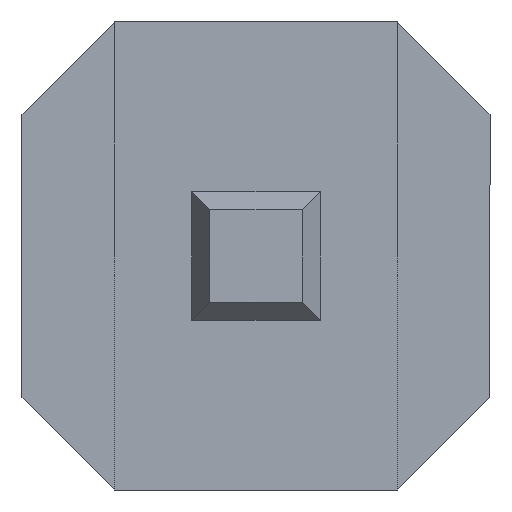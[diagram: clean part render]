
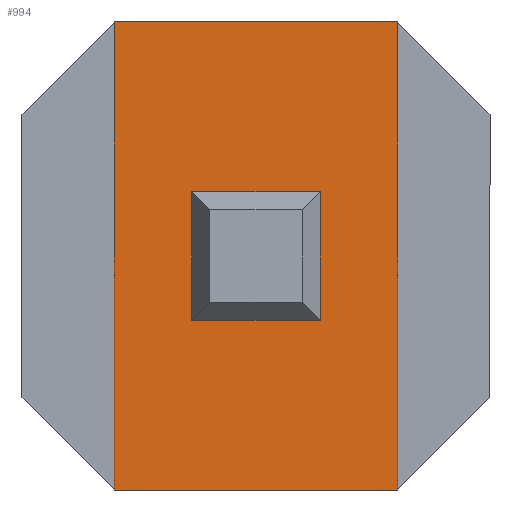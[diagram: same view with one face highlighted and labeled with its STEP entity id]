
A CAD part, front view. The second image highlights one B-rep face of the part: STEP entity #994.
In plain terms, the highlighted planar face has unit normal (0, -1, 0).
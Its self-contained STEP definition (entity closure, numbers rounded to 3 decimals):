
#71 = LINE ( 'NONE', #917, #109 ) ;
#101 = EDGE_CURVE ( 'NONE', #373, #736, #183, .T. ) ;
#109 = VECTOR ( 'NONE', #1252, 1000. ) ;
#149 = LINE ( 'NONE', #585, #1268 ) ;
#179 = CARTESIAN_POINT ( 'NONE',  ( -0.35, 0.54, -0.35 ) ) ;
#183 = LINE ( 'NONE', #600, #603 ) ;
#188 = CARTESIAN_POINT ( 'NONE',  ( 0.35, 0.54, -0.35 ) ) ;
#203 = ORIENTED_EDGE ( 'NONE', *, *, #729, .F. ) ;
#272 = VERTEX_POINT ( 'NONE', #384 ) ;
#315 = VECTOR ( 'NONE', #542, 1000. ) ;
#322 = CARTESIAN_POINT ( 'NONE',  ( -0.77, 0.54, 1.27 ) ) ;
#326 = CARTESIAN_POINT ( 'NONE',  ( -0.77, 0.54, -1.27 ) ) ;
#327 = EDGE_CURVE ( 'NONE', #874, #1263, #1334, .T. ) ;
#331 = AXIS2_PLACEMENT_3D ( 'NONE', #326, #623, #758 ) ;
#340 = LINE ( 'NONE', #764, #315 ) ;
#365 = DIRECTION ( 'NONE',  ( 1., 0., 0. ) ) ;
#367 = CARTESIAN_POINT ( 'NONE',  ( 0.77, 0.54, -1.27 ) ) ;
#373 = VERTEX_POINT ( 'NONE', #322 ) ;
#384 = CARTESIAN_POINT ( 'NONE',  ( -0.35, 0.54, 0.35 ) ) ;
#390 = CARTESIAN_POINT ( 'NONE',  ( -0.77, 0.54, -1.27 ) ) ;
#391 = DIRECTION ( 'NONE',  ( 0., 0., 1. ) ) ;
#402 = FACE_OUTER_BOUND ( 'NONE', #791, .T. ) ;
#457 = EDGE_CURVE ( 'NONE', #1084, #373, #149, .T. ) ;
#490 = VECTOR ( 'NONE', #962, 1000. ) ;
#504 = ORIENTED_EDGE ( 'NONE', *, *, #101, .F. ) ;
#527 = CARTESIAN_POINT ( 'NONE',  ( 0.77, 0.54, -1.27 ) ) ;
#538 = VERTEX_POINT ( 'NONE', #590 ) ;
#542 = DIRECTION ( 'NONE',  ( -1., 0., 0. ) ) ;
#585 = CARTESIAN_POINT ( 'NONE',  ( -0.77, 0.54, -1.27 ) ) ;
#587 = LINE ( 'NONE', #367, #931 ) ;
#589 = ORIENTED_EDGE ( 'NONE', *, *, #1054, .F. ) ;
#590 = CARTESIAN_POINT ( 'NONE',  ( -0.35, 0.54, -0.35 ) ) ;
#600 = CARTESIAN_POINT ( 'NONE',  ( -0.77, 0.54, 1.27 ) ) ;
#603 = VECTOR ( 'NONE', #1246, 1000. ) ;
#612 = ORIENTED_EDGE ( 'NONE', *, *, #1201, .F. ) ;
#623 = DIRECTION ( 'NONE',  ( 0., 1., 0. ) ) ;
#651 = VECTOR ( 'NONE', #391, 1000. ) ;
#710 = EDGE_CURVE ( 'NONE', #1084, #834, #71, .T. ) ;
#729 = EDGE_CURVE ( 'NONE', #538, #874, #923, .T. ) ;
#736 = VERTEX_POINT ( 'NONE', #1356 ) ;
#753 = CARTESIAN_POINT ( 'NONE',  ( 0.35, 0.54, 0.35 ) ) ;
#758 = DIRECTION ( 'NONE',  ( 0., 0., 1. ) ) ;
#764 = CARTESIAN_POINT ( 'NONE',  ( -0.77, 0.54, 0.35 ) ) ;
#775 = EDGE_LOOP ( 'NONE', ( #1089, #203, #612, #855 ) ) ;
#791 = EDGE_LOOP ( 'NONE', ( #991, #820, #589, #504 ) ) ;
#793 = DIRECTION ( 'NONE',  ( 0., 0., -1. ) ) ;
#820 = ORIENTED_EDGE ( 'NONE', *, *, #710, .T. ) ;
#834 = VERTEX_POINT ( 'NONE', #527 ) ;
#855 = ORIENTED_EDGE ( 'NONE', *, *, #880, .F. ) ;
#874 = VERTEX_POINT ( 'NONE', #1318 ) ;
#880 = EDGE_CURVE ( 'NONE', #1263, #272, #340, .T. ) ;
#917 = CARTESIAN_POINT ( 'NONE',  ( -1.27, 0.54, -1.27 ) ) ;
#923 = LINE ( 'NONE', #179, #1385 ) ;
#931 = VECTOR ( 'NONE', #793, 1000. ) ;
#962 = DIRECTION ( 'NONE',  ( 0., 0., -1. ) ) ;
#991 = ORIENTED_EDGE ( 'NONE', *, *, #457, .F. ) ;
#994 = ADVANCED_FACE ( 'NONE', ( #402, #1149 ), #1248, .F. ) ;
#1006 = DIRECTION ( 'NONE',  ( 0., 0., 1. ) ) ;
#1054 = EDGE_CURVE ( 'NONE', #736, #834, #587, .T. ) ;
#1084 = VERTEX_POINT ( 'NONE', #390 ) ;
#1089 = ORIENTED_EDGE ( 'NONE', *, *, #327, .F. ) ;
#1149 = FACE_BOUND ( 'NONE', #775, .T. ) ;
#1193 = LINE ( 'NONE', #1294, #490 ) ;
#1201 = EDGE_CURVE ( 'NONE', #272, #538, #1193, .T. ) ;
#1246 = DIRECTION ( 'NONE',  ( 1., 0., 0. ) ) ;
#1248 = PLANE ( 'NONE',  #331 ) ;
#1252 = DIRECTION ( 'NONE',  ( 1., 0., 0. ) ) ;
#1263 = VERTEX_POINT ( 'NONE', #753 ) ;
#1268 = VECTOR ( 'NONE', #1006, 1000. ) ;
#1294 = CARTESIAN_POINT ( 'NONE',  ( -0.35, 0.54, -0.35 ) ) ;
#1318 = CARTESIAN_POINT ( 'NONE',  ( 0.35, 0.54, -0.35 ) ) ;
#1334 = LINE ( 'NONE', #188, #651 ) ;
#1356 = CARTESIAN_POINT ( 'NONE',  ( 0.77, 0.54, 1.27 ) ) ;
#1385 = VECTOR ( 'NONE', #365, 1000. ) ;
